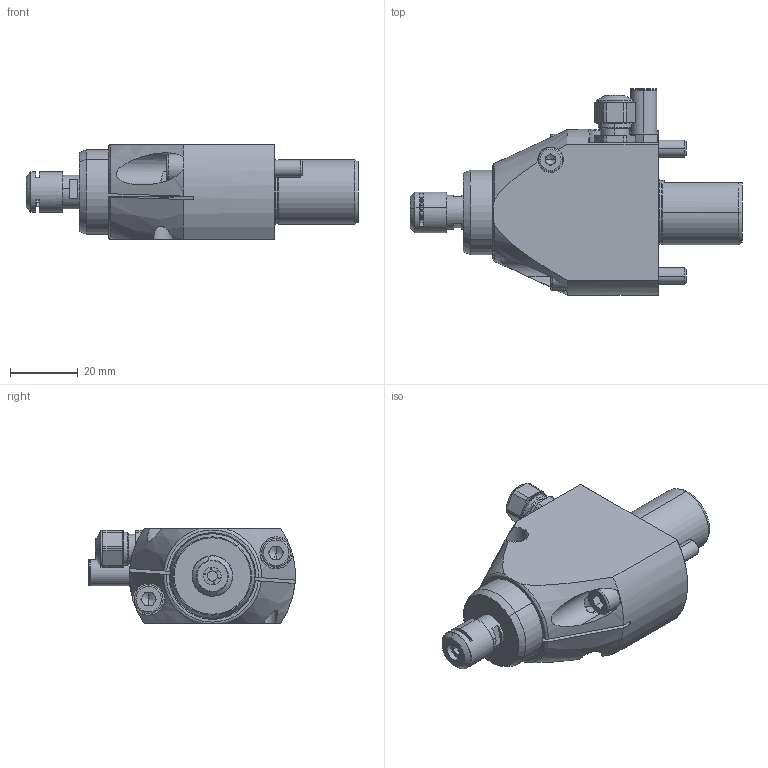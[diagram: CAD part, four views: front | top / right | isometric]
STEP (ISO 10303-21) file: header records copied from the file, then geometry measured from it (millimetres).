
FILE_DESCRIPTION (( 'STEP AP203' ), '1' );
FILE_NAME ('025S060S-94A.STEP', '2012-04-26T09:31:50', ( 'FM10CAD1' ), ( 'IBAG Switzerland AG' ), 'SwSTEP 2.0', 'SolidWorks 2010', '' );
FILE_SCHEMA (( 'CONFIG_CONTROL_DESIGN' ));
Length unit declared in the file: millimetre
Products named in the file (1): 025S060S-94A
Bounding box: 97.98 x 60.97 x 28 mm (x, y, z)
Surface area: 20732.1 mm2 (no closed solid volume)
Topology: 0 solids, 20 shells, 277 faces, 860 edges, 583 vertices
Faces by surface type: plane 116, cylinder 90, cone 45, torus 25, bspline 1
Entity records: 10181 total; most frequent: CARTESIAN_POINT 2418, DIRECTION 1708, ORIENTED_EDGE 1429, EDGE_CURVE 852, AXIS2_PLACEMENT_3D 662, VERTEX_POINT 583, CIRCLE 385, VECTOR 384
